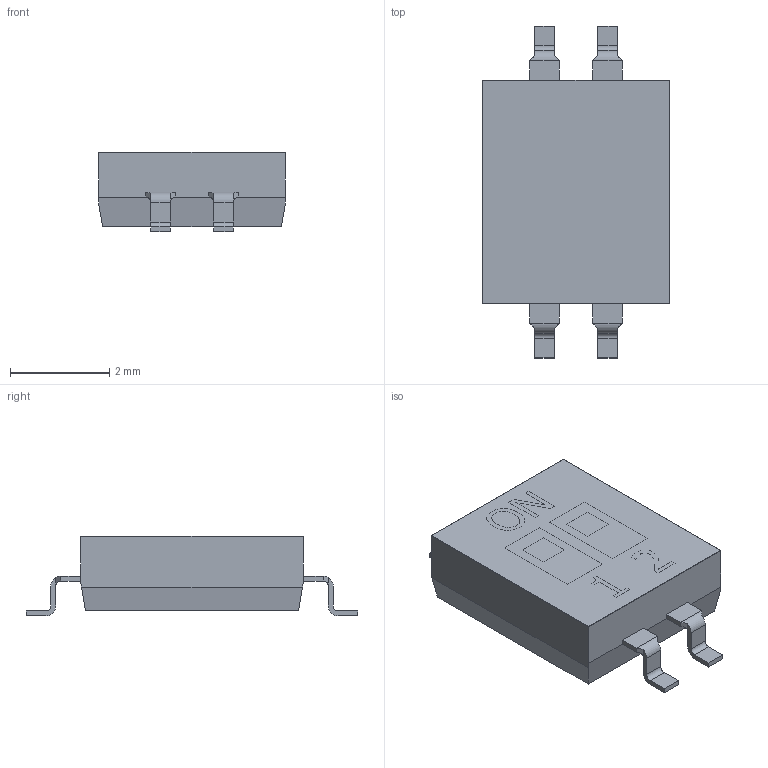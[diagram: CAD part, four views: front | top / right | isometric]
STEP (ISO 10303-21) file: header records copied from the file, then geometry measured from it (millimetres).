
FILE_DESCRIPTION(/* description */ (''),/* implementation_level */ '2;1');
FILE_NAME(/* name */ 'KAN1102Rx.stp',/* time_stamp */ '2025-05-21T10:18:33-05:00',/* author */ ('mroman'),/* organization */ (''),/* preprocessor_version */ 'ST-DEVELOPER v18.1',/* originating_system */ 'Autodesk Inventor 2022',/* authorisation */ '');
FILE_SCHEMA (('AUTOMOTIVE_DESIGN { 1 0 10303 214 3 1 1 }'));
Length unit declared in the file: centimetre
Products named in the file (1): KAN1102Rx
Bounding box: 3.77 x 6.7 x 1.61 mm (x, y, z)
Volume: 25.2 mm3; surface area: 99.1 mm2
Topology: 1 solids, 2 shells, 166 faces, 440 edges, 284 vertices
Faces by surface type: plane 124, bspline 26, cylinder 16
Entity records: 5324 total; most frequent: CARTESIAN_POINT 1304, ORIENTED_EDGE 880, DIRECTION 718, EDGE_CURVE 440, LINE 340, VECTOR 340, VERTEX_POINT 284, AXIS2_PLACEMENT_3D 189
